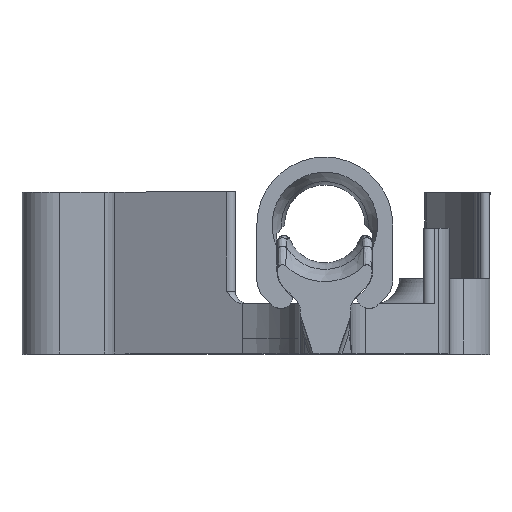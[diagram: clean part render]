
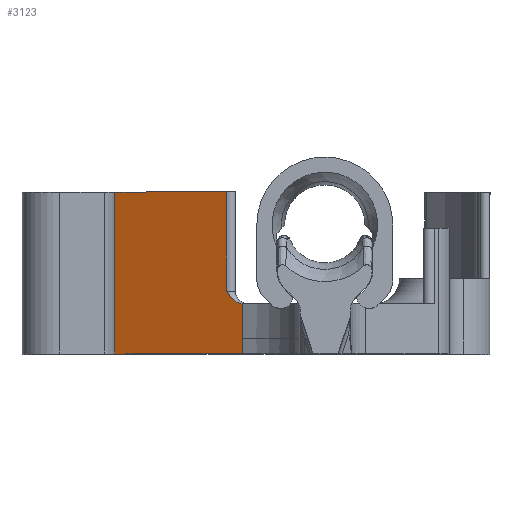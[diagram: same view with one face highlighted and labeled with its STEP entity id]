
A CAD part, top view. The second image highlights one B-rep face of the part: STEP entity #3123.
In plain terms, the highlighted face is planar.
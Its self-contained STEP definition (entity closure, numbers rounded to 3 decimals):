
#92=PLANE('',#3350);
#173=LINE('',#4776,#397);
#175=LINE('',#4869,#399);
#176=LINE('',#4871,#400);
#177=LINE('',#4873,#401);
#178=LINE('',#4874,#402);
#397=VECTOR('',#3787,10.);
#399=VECTOR('',#3795,10.);
#400=VECTOR('',#3796,10.);
#401=VECTOR('',#3797,10.);
#402=VECTOR('',#3798,10.);
#696=FACE_OUTER_BOUND('',#874,.T.);
#874=EDGE_LOOP('',(#2239,#2240,#2241,#2242,#2243,#2244,#2245));
#1223=B_SPLINE_CURVE_WITH_KNOTS('',3,(#4854,#4855,#4856,#4857),
 .UNSPECIFIED.,.F.,.F.,(4,4),(1.977,2.098),
 .UNSPECIFIED.);
#1224=B_SPLINE_CURVE_WITH_KNOTS('',3,(#4860,#4861,#4862,#4863,#4864,#4865,
#4866,#4867),.UNSPECIFIED.,.F.,.F.,(4,2,2,4),(0.,0.1,0.137,
0.167),.UNSPECIFIED.);
#1328=VERTEX_POINT('',#4769);
#1330=VERTEX_POINT('',#4775);
#1334=VERTEX_POINT('',#4803);
#1335=VERTEX_POINT('',#4859);
#1336=VERTEX_POINT('',#4868);
#1337=VERTEX_POINT('',#4870);
#1338=VERTEX_POINT('',#4872);
#1671=EDGE_CURVE('',#1328,#1330,#173,.T.);
#1677=EDGE_CURVE('',#1330,#1334,#1223,.T.);
#1678=EDGE_CURVE('',#1335,#1328,#1224,.T.);
#1679=EDGE_CURVE('',#1336,#1335,#175,.T.);
#1680=EDGE_CURVE('',#1337,#1336,#176,.T.);
#1681=EDGE_CURVE('',#1338,#1337,#177,.T.);
#1682=EDGE_CURVE('',#1334,#1338,#178,.T.);
#2239=ORIENTED_EDGE('',*,*,#1677,.F.);
#2240=ORIENTED_EDGE('',*,*,#1671,.F.);
#2241=ORIENTED_EDGE('',*,*,#1678,.F.);
#2242=ORIENTED_EDGE('',*,*,#1679,.F.);
#2243=ORIENTED_EDGE('',*,*,#1680,.F.);
#2244=ORIENTED_EDGE('',*,*,#1681,.F.);
#2245=ORIENTED_EDGE('',*,*,#1682,.F.);
#3123=ADVANCED_FACE('',(#696),#92,.T.);
#3350=AXIS2_PLACEMENT_3D('',#4858,#3793,#3794);
#3787=DIRECTION('',(-1.,0.,0.));
#3793=DIRECTION('center_axis',(0.,0.423,
0.906));
#3794=DIRECTION('ref_axis',(0.,0.906,-0.423));
#3795=DIRECTION('',(-1.,0.,0.));
#3796=DIRECTION('',(0.,-0.906,0.423));
#3797=DIRECTION('',(1.,0.,0.));
#3798=DIRECTION('',(0.,0.906,-0.423));
#4769=CARTESIAN_POINT('',(37.442,-10.659,74.587));
#4775=CARTESIAN_POINT('',(34.646,-10.659,74.587));
#4776=CARTESIAN_POINT('',(37.442,-10.659,74.587));
#4803=CARTESIAN_POINT('',(33.442,-10.666,74.591));
#4854=CARTESIAN_POINT('Ctrl Pts',(34.646,-10.659,74.587));
#4855=CARTESIAN_POINT('Ctrl Pts',(34.245,-10.659,74.587));
#4856=CARTESIAN_POINT('Ctrl Pts',(33.843,-10.661,74.588));
#4857=CARTESIAN_POINT('Ctrl Pts',(33.442,-10.666,74.591));
#4858=CARTESIAN_POINT('Origin',(37.442,-9.894,74.23));
#4859=CARTESIAN_POINT('',(38.442,-9.406,74.003));
#4860=CARTESIAN_POINT('Ctrl Pts',(38.442,-9.406,74.003));
#4861=CARTESIAN_POINT('Ctrl Pts',(38.169,-9.581,74.085));
#4862=CARTESIAN_POINT('Ctrl Pts',(37.849,-9.8,74.187));
#4863=CARTESIAN_POINT('Ctrl Pts',(37.597,-10.145,74.347));
#4864=CARTESIAN_POINT('Ctrl Pts',(37.533,-10.264,74.403));
#4865=CARTESIAN_POINT('Ctrl Pts',(37.466,-10.457,74.493));
#4866=CARTESIAN_POINT('Ctrl Pts',(37.445,-10.564,74.543));
#4867=CARTESIAN_POINT('Ctrl Pts',(37.442,-10.659,74.587));
#4868=CARTESIAN_POINT('',(46.322,-9.406,74.003));
#4869=CARTESIAN_POINT('',(37.442,-9.406,74.003));
#4870=CARTESIAN_POINT('',(46.322,-0.536,69.867));
#4871=CARTESIAN_POINT('',(46.322,-6.183,72.5));
#4872=CARTESIAN_POINT('',(33.442,-0.536,69.867));
#4873=CARTESIAN_POINT('',(37.442,-0.536,69.867));
#4874=CARTESIAN_POINT('',(33.442,-5.553,72.206));
